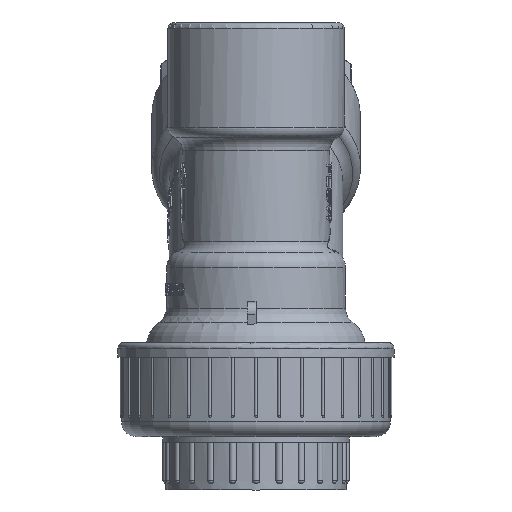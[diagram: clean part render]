
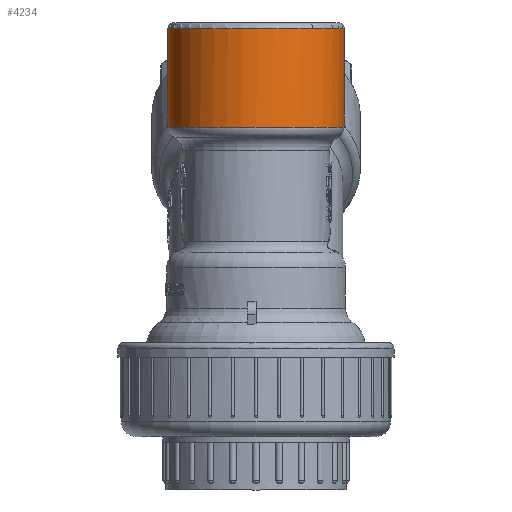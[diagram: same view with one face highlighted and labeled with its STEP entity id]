
A CAD part, front view. The second image highlights one B-rep face of the part: STEP entity #4234.
In plain terms, the highlighted cylindrical face has radius 30 mm (diameter 60 mm), a full revolution.
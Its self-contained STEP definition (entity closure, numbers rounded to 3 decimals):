
#1260=B_SPLINE_CURVE_WITH_KNOTS('',3,(#27671,#27672,#27673,#27674,#27675,
#27676,#27677,#27678,#27679,#27680,#27681,#27682,#27683),.UNSPECIFIED.,
 .F.,.F.,(4,2,2,1,2,2,4),(0.,0.25,0.375,0.438,
0.469,0.5,1.),.UNSPECIFIED.);
#1261=B_SPLINE_CURVE_WITH_KNOTS('',3,(#27685,#27686,#27687,#27688,#27689,
#27690),.UNSPECIFIED.,.F.,.F.,(4,2,4),(0.,0.5,1.),.UNSPECIFIED.);
#1262=B_SPLINE_CURVE_WITH_KNOTS('',3,(#27692,#27693,#27694,#27695,#27696,
#27697,#27698,#27699,#27700,#27701),.UNSPECIFIED.,.F.,.F.,(4,2,2,2,4),(0.,
0.25,0.5,0.75,1.),.UNSPECIFIED.);
#1263=B_SPLINE_CURVE_WITH_KNOTS('',3,(#27703,#27704,#27705,#27706),
 .UNSPECIFIED.,.F.,.F.,(4,4),(0.,1.),.UNSPECIFIED.);
#1264=B_SPLINE_CURVE_WITH_KNOTS('',3,(#27707,#27708,#27709,#27710),
 .UNSPECIFIED.,.F.,.F.,(4,4),(0.,1.),.UNSPECIFIED.);
#1265=B_SPLINE_CURVE_WITH_KNOTS('',3,(#27712,#27713,#27714,#27715,#27716,
#27717,#27718,#27719),.UNSPECIFIED.,.F.,.F.,(4,2,2,4),(0.,0.25,0.5,1.),
 .UNSPECIFIED.);
#1266=B_SPLINE_CURVE_WITH_KNOTS('',3,(#27721,#27722,#27723,#27724,#27725,
#27726),.UNSPECIFIED.,.F.,.F.,(4,2,4),(0.,0.5,1.),.UNSPECIFIED.);
#1267=B_SPLINE_CURVE_WITH_KNOTS('',3,(#27728,#27729,#27730,#27731,#27732,
#27733,#27734,#27735,#27736,#27737,#27738,#27739,#27740),.UNSPECIFIED.,
 .F.,.F.,(4,2,2,1,2,2,4),(0.,0.25,0.375,0.437,
0.469,0.5,1.),.UNSPECIFIED.);
#1861=LINE('',#27668,#2685);
#1862=LINE('',#27742,#2686);
#2685=VECTOR('',#18849,1.);
#2686=VECTOR('',#18850,1.);
#3719=ELLIPSE('',#16767,31.925,30.);
#4029=CYLINDRICAL_SURFACE('',#16768,30.);
#4234=ADVANCED_FACE('',(#5713,#5714),#4029,.T.);
#5713=FACE_BOUND('',#6036,.T.);
#5714=FACE_BOUND('',#6037,.T.);
#6036=EDGE_LOOP('',(#7494,#7495,#7496,#7497,#7498,#7499,#7500,#7501,#7502,
#7503,#7504,#7505));
#6037=EDGE_LOOP('',(#7506));
#7494=ORIENTED_EDGE('',*,*,#13769,.F.);
#7495=ORIENTED_EDGE('',*,*,#13770,.T.);
#7496=ORIENTED_EDGE('',*,*,#13771,.T.);
#7497=ORIENTED_EDGE('',*,*,#13772,.T.);
#7498=ORIENTED_EDGE('',*,*,#13773,.T.);
#7499=ORIENTED_EDGE('',*,*,#13727,.T.);
#7500=ORIENTED_EDGE('',*,*,#13774,.T.);
#7501=ORIENTED_EDGE('',*,*,#13775,.T.);
#7502=ORIENTED_EDGE('',*,*,#13776,.T.);
#7503=ORIENTED_EDGE('',*,*,#13777,.T.);
#7504=ORIENTED_EDGE('',*,*,#13778,.T.);
#7505=ORIENTED_EDGE('',*,*,#13779,.T.);
#7506=ORIENTED_EDGE('',*,*,#13764,.T.);
#12121=VERTEX_POINT('',#25040);
#12122=VERTEX_POINT('',#25041);
#12148=VERTEX_POINT('',#27638);
#12152=VERTEX_POINT('',#27669);
#12153=VERTEX_POINT('',#27670);
#12154=VERTEX_POINT('',#27684);
#12155=VERTEX_POINT('',#27691);
#12156=VERTEX_POINT('',#27702);
#12157=VERTEX_POINT('',#27711);
#12158=VERTEX_POINT('',#27720);
#12159=VERTEX_POINT('',#27727);
#12160=VERTEX_POINT('',#27741);
#12161=VERTEX_POINT('',#27743);
#13727=EDGE_CURVE('',#12121,#12122,#15841,.T.);
#13764=EDGE_CURVE('',#12148,#12148,#15854,.T.);
#13769=EDGE_CURVE('',#12152,#12153,#1861,.T.);
#13770=EDGE_CURVE('',#12152,#12154,#1260,.T.);
#13771=EDGE_CURVE('',#12154,#12155,#1261,.T.);
#13772=EDGE_CURVE('',#12155,#12156,#1262,.T.);
#13773=EDGE_CURVE('',#12156,#12121,#1263,.T.);
#13774=EDGE_CURVE('',#12122,#12157,#1264,.T.);
#13775=EDGE_CURVE('',#12157,#12158,#1265,.T.);
#13776=EDGE_CURVE('',#12158,#12159,#1266,.T.);
#13777=EDGE_CURVE('',#12159,#12160,#1267,.T.);
#13778=EDGE_CURVE('',#12160,#12161,#1862,.T.);
#13779=EDGE_CURVE('',#12161,#12153,#3719,.T.);
#15841=CIRCLE('',#16735,30.);
#15854=CIRCLE('',#16762,30.);
#16735=AXIS2_PLACEMENT_3D('',#25039,#18780,#18781);
#16762=AXIS2_PLACEMENT_3D('',#27637,#18839,#18840);
#16767=AXIS2_PLACEMENT_3D('',#27744,#18851,#18852);
#16768=AXIS2_PLACEMENT_3D('',#27745,#18853,#18854);
#18780=DIRECTION('',(0.,0.,1.));
#18781=DIRECTION('',(-1.,0.,0.));
#18839=DIRECTION('',(0.,0.,-1.));
#18840=DIRECTION('',(1.,0.,0.));
#18849=DIRECTION('',(0.,0.,1.));
#18850=DIRECTION('',(0.,0.,1.));
#18851=DIRECTION('',(0.,0.342,0.94));
#18852=DIRECTION('',(0.,-0.94,0.342));
#18853=DIRECTION('',(0.,0.,1.));
#18854=DIRECTION('',(-1.,0.,0.));
#25039=CARTESIAN_POINT('',(0.,455.,84.));
#25040=CARTESIAN_POINT('',(-16.33,480.166,84.));
#25041=CARTESIAN_POINT('',(16.33,480.166,84.));
#27637=CARTESIAN_POINT('',(0.,455.,117.5));
#27638=CARTESIAN_POINT('',(30.,455.,117.5));
#27668=CARTESIAN_POINT('',(-1.5,484.962,80.));
#27669=CARTESIAN_POINT('',(-1.5,484.962,103.03));
#27670=CARTESIAN_POINT('',(-1.5,484.962,110.055));
#27671=CARTESIAN_POINT('',(-1.5,484.962,103.03));
#27672=CARTESIAN_POINT('',(-2.737,484.901,102.903));
#27673=CARTESIAN_POINT('',(-3.977,484.762,102.615));
#27674=CARTESIAN_POINT('',(-5.828,484.435,101.945));
#27675=CARTESIAN_POINT('',(-6.443,484.307,101.681));
#27676=CARTESIAN_POINT('',(-7.361,484.085,101.226));
#27677=CARTESIAN_POINT('',(-7.819,483.966,100.983));
#27678=CARTESIAN_POINT('',(-8.275,483.836,100.718));
#27679=CARTESIAN_POINT('',(-8.579,483.748,100.537));
#27680=CARTESIAN_POINT('',(-8.76,483.693,100.425));
#27681=CARTESIAN_POINT('',(-10.829,483.052,99.114));
#27682=CARTESIAN_POINT('',(-12.764,482.233,97.446));
#27683=CARTESIAN_POINT('',(-14.634,481.189,95.344));
#27684=CARTESIAN_POINT('',(-14.634,481.189,95.344));
#27685=CARTESIAN_POINT('',(-14.634,481.189,95.344));
#27686=CARTESIAN_POINT('',(-15.33,480.8,94.562));
#27687=CARTESIAN_POINT('',(-15.79,480.509,93.668));
#27688=CARTESIAN_POINT('',(-16.094,480.318,91.479));
#27689=CARTESIAN_POINT('',(-15.818,480.503,90.334));
#27690=CARTESIAN_POINT('',(-15.133,480.904,89.643));
#27691=CARTESIAN_POINT('',(-15.133,480.904,89.643));
#27692=CARTESIAN_POINT('',(-15.133,480.904,89.643));
#27693=CARTESIAN_POINT('',(-14.862,481.062,89.369));
#27694=CARTESIAN_POINT('',(-14.664,481.172,89.013));
#27695=CARTESIAN_POINT('',(-14.459,481.286,88.276));
#27696=CARTESIAN_POINT('',(-14.446,481.293,87.822));
#27697=CARTESIAN_POINT('',(-14.552,481.234,87.074));
#27698=CARTESIAN_POINT('',(-14.682,481.162,86.656));
#27699=CARTESIAN_POINT('',(-14.99,480.987,85.963));
#27700=CARTESIAN_POINT('',(-15.184,480.875,85.63));
#27701=CARTESIAN_POINT('',(-15.416,480.736,85.311));
#27702=CARTESIAN_POINT('',(-15.416,480.736,85.311));
#27703=CARTESIAN_POINT('',(-15.416,480.736,85.311));
#27704=CARTESIAN_POINT('',(-15.729,480.548,84.879));
#27705=CARTESIAN_POINT('',(-16.034,480.358,84.442));
#27706=CARTESIAN_POINT('',(-16.33,480.166,84.));
#27707=CARTESIAN_POINT('',(16.33,480.166,84.));
#27708=CARTESIAN_POINT('',(16.034,480.358,84.442));
#27709=CARTESIAN_POINT('',(15.729,480.548,84.879));
#27710=CARTESIAN_POINT('',(15.416,480.736,85.311));
#27711=CARTESIAN_POINT('',(15.416,480.736,85.311));
#27712=CARTESIAN_POINT('',(15.416,480.736,85.311));
#27713=CARTESIAN_POINT('',(15.184,480.875,85.63));
#27714=CARTESIAN_POINT('',(15.007,480.977,85.925));
#27715=CARTESIAN_POINT('',(14.665,481.172,86.695));
#27716=CARTESIAN_POINT('',(14.56,481.23,87.02));
#27717=CARTESIAN_POINT('',(14.377,481.331,88.307));
#27718=CARTESIAN_POINT('',(14.591,481.22,89.095));
#27719=CARTESIAN_POINT('',(15.133,480.904,89.643));
#27720=CARTESIAN_POINT('',(15.133,480.904,89.643));
#27721=CARTESIAN_POINT('',(15.133,480.904,89.643));
#27722=CARTESIAN_POINT('',(15.82,480.502,90.336));
#27723=CARTESIAN_POINT('',(16.084,480.325,91.566));
#27724=CARTESIAN_POINT('',(15.799,480.503,93.593));
#27725=CARTESIAN_POINT('',(15.372,480.776,94.515));
#27726=CARTESIAN_POINT('',(14.634,481.189,95.344));
#27727=CARTESIAN_POINT('',(14.634,481.189,95.344));
#27728=CARTESIAN_POINT('',(14.634,481.189,95.344));
#27729=CARTESIAN_POINT('',(13.699,481.711,96.395));
#27730=CARTESIAN_POINT('',(12.748,482.177,97.338));
#27731=CARTESIAN_POINT('',(11.306,482.793,98.589));
#27732=CARTESIAN_POINT('',(10.823,482.984,98.978));
#27733=CARTESIAN_POINT('',(10.097,483.251,99.522));
#27734=CARTESIAN_POINT('',(9.733,483.379,99.784));
#27735=CARTESIAN_POINT('',(9.368,483.5,100.031));
#27736=CARTESIAN_POINT('',(9.125,483.579,100.192));
#27737=CARTESIAN_POINT('',(9.033,483.608,100.252));
#27738=CARTESIAN_POINT('',(6.462,484.405,101.881));
#27739=CARTESIAN_POINT('',(3.974,484.839,102.775));
#27740=CARTESIAN_POINT('',(1.5,484.962,103.03));
#27741=CARTESIAN_POINT('',(1.5,484.962,103.03));
#27742=CARTESIAN_POINT('',(1.5,484.962,80.));
#27743=CARTESIAN_POINT('',(1.5,484.962,110.055));
#27744=CARTESIAN_POINT('',(0.,455.,120.96));
#27745=CARTESIAN_POINT('',(0.,455.,80.));
